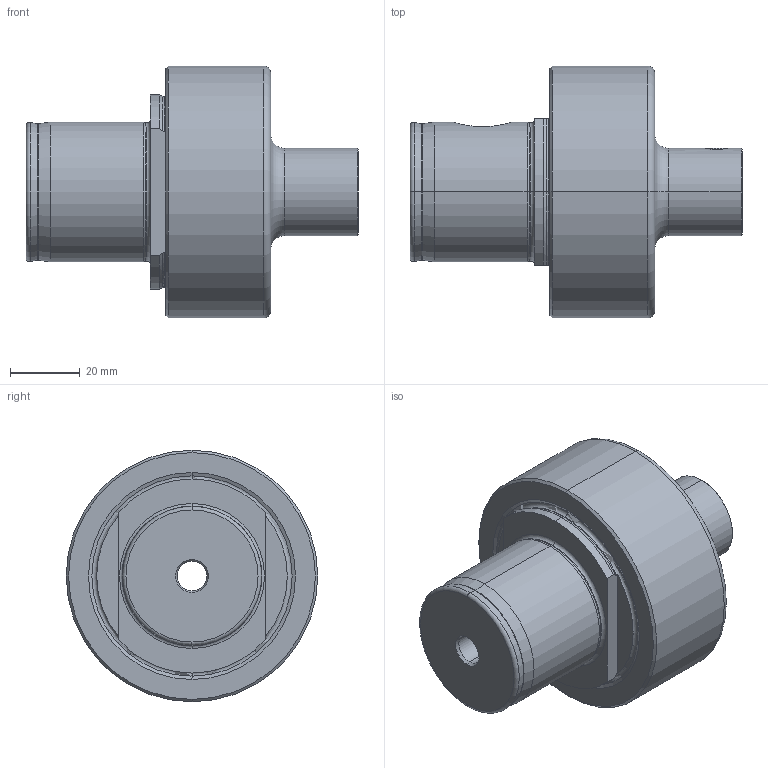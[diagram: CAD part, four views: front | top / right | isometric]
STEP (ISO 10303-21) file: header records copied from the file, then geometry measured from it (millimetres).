
FILE_DESCRIPTION (( 'STEP AP203' ), '1' );
FILE_NAME ('122.720.251.STEP', '2018-03-13T13:48:50', ( 'SWIAdmin' ), ( 'Hewlett-Packard Company' ), 'SwSTEP 2.0', 'SolidWorks 2017', '' );
FILE_SCHEMA (( 'CONFIG_CONTROL_DESIGN' ));
Length unit declared in the file: millimetre
Products named in the file (3): MB7-MB2.K01.055_C; MB2-ER1.001.008_A; 122.720.251
Assembly tree (2 placements, depth 2):
  122.720.251
    MB7-MB2.K01.055_C
    MB2-ER1.001.008_A
Bounding box: 95 x 72 x 72 mm (x, y, z)
Volume: 179158 mm3; surface area: 24962.7 mm2
Topology: 2 solids, 2 shells, 137 faces, 314 edges, 184 vertices
Faces by surface type: cone 43, cylinder 35, plane 33, torus 24, bspline 2
Entity records: 4686 total; most frequent: CARTESIAN_POINT 1282, DIRECTION 699, ORIENTED_EDGE 624, EDGE_CURVE 312, AXIS2_PLACEMENT_3D 293, VERTEX_POINT 184, CIRCLE 153, EDGE_LOOP 148
